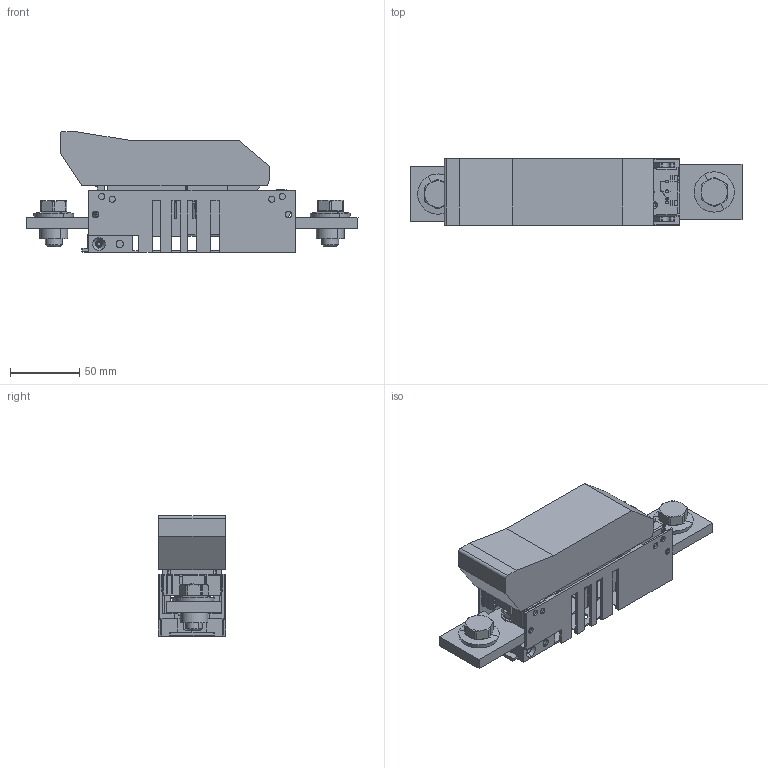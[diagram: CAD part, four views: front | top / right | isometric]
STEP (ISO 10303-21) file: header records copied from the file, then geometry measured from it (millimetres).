
FILE_DESCRIPTION(('CATIA V5 STEP'),'2;1');
FILE_NAME('T5911177_L_NH-Sicherungslasttrenner_LTT00-1_9_80A_250V_DC.stp','2014-01-13T16:00:45+00:00',('none'),('Jean Müller GmbH'),'CATIA Version 5 Release 19 SP 9 (IN-10)','CATIA V5 STEP AP214','none');
FILE_SCHEMA(('AUTOMOTIVE_DESIGN { 1 0 10303 214 1 1 1 1 }'));
Length unit declared in the file: millimetre
Products named in the file (14): T5911177_L_NH-Sich-Lasttrenner LTT00-1/9/800A/250V-DC; 804181_L_Gehaeuse LTT00 kpl; 153126_L01_Federkontakt Gr00; 68116_Senkschraube 4x13; 158393_Anschlusslasche unten; 158394_Anschlusslasche oben; 61246_Setzmutter M12,1; 65722_Sechskantschraube; 31910_98_Gehaeuse LTL00-1(4)/9_IGES Version; 66905_Spannscheibe DIN 6796_12; 31911_99_Abdeckung, oben_IGES Version; 31912_99_Schutzabdeckung_IGES Version; 68290_Sechskantschraube M12x25; 33541_98_Frontplatte Gr.00_IGES
Assembly tree (19 placements, depth 3):
  T5911177_L_NH-Sich-Lasttrenner LTT00-1/9/800A/250V-DC
    804181_L_Gehaeuse LTT00 kpl
      153126_L01_Federkontakt Gr00  x2
      68116_Senkschraube 4x13  x2
      158393_Anschlusslasche unten
      158394_Anschlusslasche oben
      61246_Setzmutter M12,1  x2
      65722_Sechskantschraube  x2
      31910_98_Gehaeuse LTL00-1(4)/9_IGES Version
    66905_Spannscheibe DIN 6796_12  x2
    31911_99_Abdeckung, oben_IGES Version
    31912_99_Schutzabdeckung_IGES Version
    68290_Sechskantschraube M12x25  x2
    33541_98_Frontplatte Gr.00_IGES
Bounding box: 239 x 48.74 x 86.97 mm (x, y, z)
Volume: 371172.9 mm3; surface area: 144391.3 mm2
Topology: 18 solids, 18 shells, 1072 faces, 3165 edges, 2104 vertices
Faces by surface type: plane 725, cylinder 249, cone 70, bspline 20, torus 6, sphere 2
Entity records: 35299 total; most frequent: CARTESIAN_POINT 6730, ORIENTED_EDGE 5660, DIRECTION 4185, EDGE_CURVE 2830, VECTOR 2261, LINE 2261, VERTEX_POINT 1895, AXIS2_PLACEMENT_3D 1187
